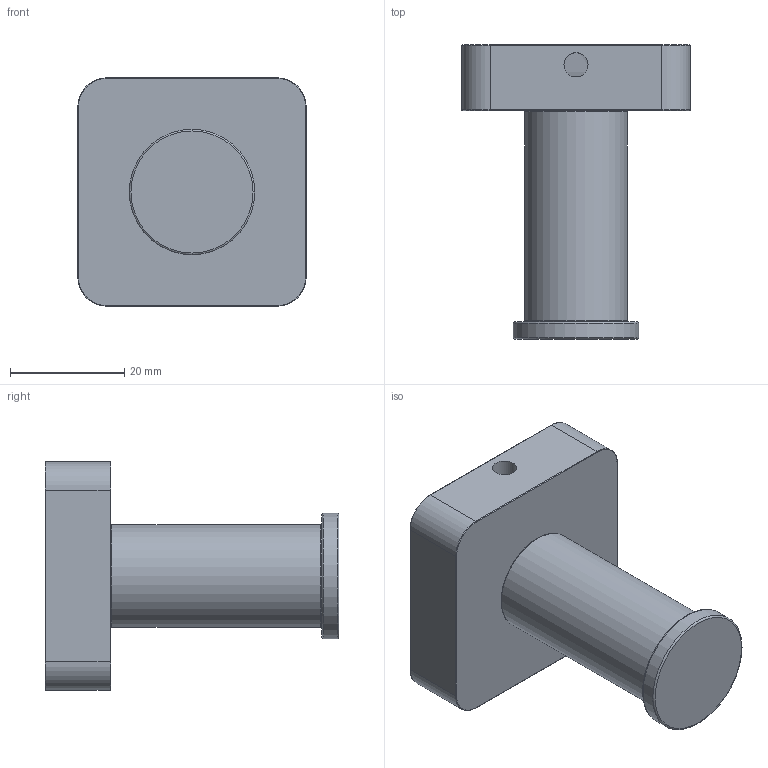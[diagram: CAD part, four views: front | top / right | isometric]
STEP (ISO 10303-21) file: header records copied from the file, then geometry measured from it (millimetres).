
FILE_DESCRIPTION(/* description */ ('Unknown'),/* implementation_level */ '2;1');
FILE_NAME(/* name */ 'GLA03',/* time_stamp */ '2021-07-21T16:52:20+02:00',/* author */ ('Unknown'),/* organization */ ('Unknown'),/* preprocessor_version */ 'ST-DEVELOPER v16.7',/* originating_system */ 'DEX',/* authorisation */ $);
FILE_SCHEMA (('AUTOMOTIVE_DESIGN {1 0 10303 214 3 1 1}'));
Length unit declared in the file: millimetre
Products named in the file (6): GLA03-00; GLA03-001; GLA01-01; CBA03-02; CBA03-01; CBA03-03
Assembly tree (5 placements, depth 3):
  GLA03-00
    GLA03-001
      GLA01-01
      CBA03-02
      CBA03-01
    CBA03-03
Bounding box: 40 x 51.5 x 40 mm (x, y, z)
Volume: 14115.3 mm3; surface area: 12013.5 mm2
Topology: 4 solids, 4 shells, 57 faces, 117 edges, 71 vertices
Faces by surface type: cylinder 23, plane 15, torus 13, cone 5, bspline 1
Full cylindrical faces by diameter (mm): 4.234 x1, 4.917 x2, 6.2 x1, 12 x1, 16 x3, 17 x1, 18 x1, 22 x1
Entity records: 1714 total; most frequent: CARTESIAN_POINT 438, DIRECTION 272, ORIENTED_EDGE 176, AXIS2_PLACEMENT_3D 124, FACE_BOUND 90, EDGE_CURVE 88, EDGE_LOOP 88, VERTEX_POINT 66
